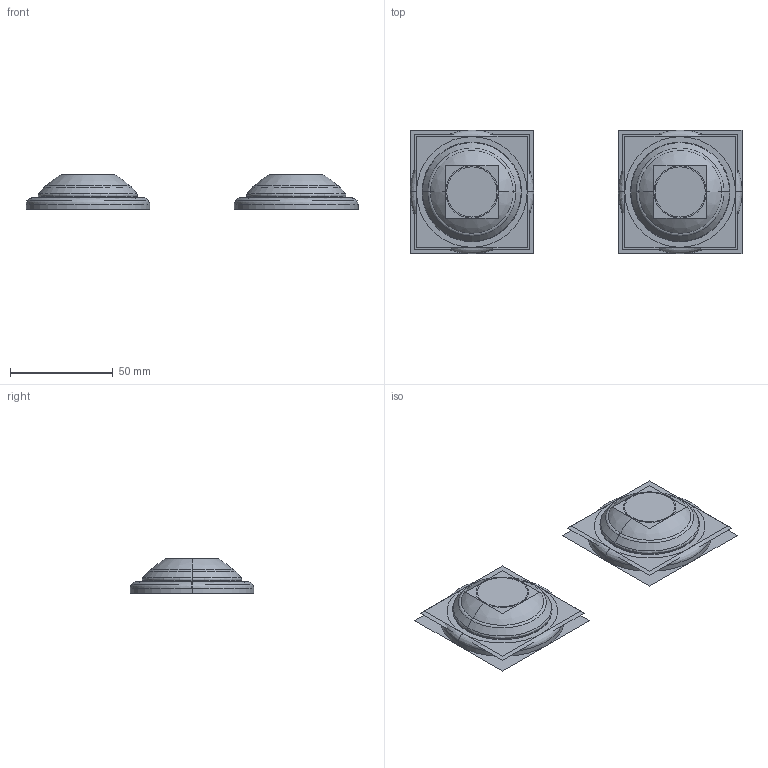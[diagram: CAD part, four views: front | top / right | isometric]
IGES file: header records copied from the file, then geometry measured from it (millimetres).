
Start section:  PTC IGES file: 544b_asm.igs
Global section: file name: 544b_asm.igs; native system: Creo Parametric by PTC Inc.; preprocessor: 2018400; author: jinson.thomas; organization: Unknown; date: 20190808.115836; units: inch
Bounding box: 161.93 x 60.33 x 17.02 mm (x, y, z)
Volume: 29797.8 mm3; surface area: 82654.5 mm2
Topology: 2 solids, 2 shells, 100 faces, 480 edges, 620 vertices
Faces by surface type: revolution 80, bspline 20
